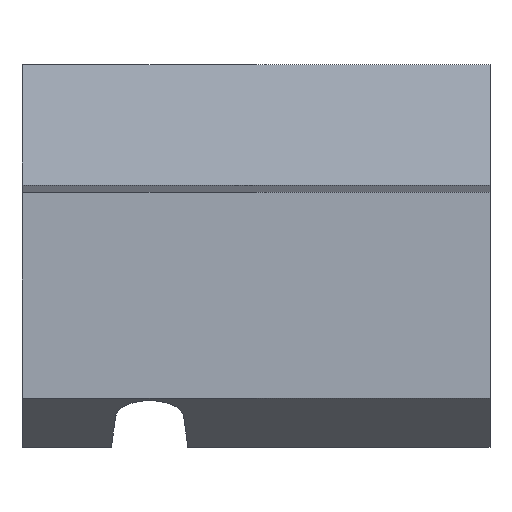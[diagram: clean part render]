
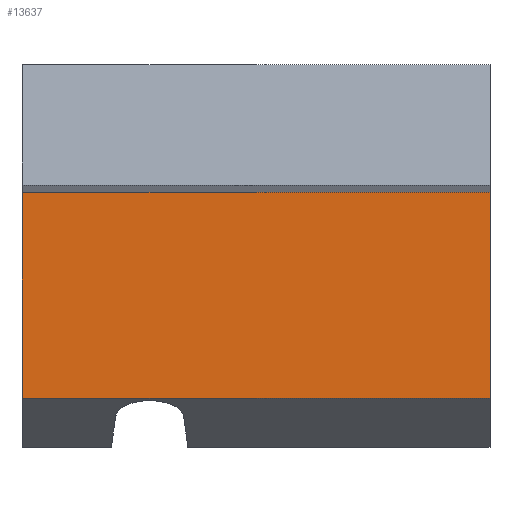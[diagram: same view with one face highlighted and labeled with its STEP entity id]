
A CAD part, left-side view. The second image highlights one B-rep face of the part: STEP entity #13637.
In plain terms, the highlighted planar face has unit normal (-1, 0, 0).
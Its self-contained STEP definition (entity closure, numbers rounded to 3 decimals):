
#13258=DIRECTION('',(0.,0.,-1.));
#13259=VECTOR('',#13258,55.);
#13260=CARTESIAN_POINT('',(0.,35.201,0.));
#13261=LINE('',#13260,#13259);
#13288=DIRECTION('',(0.,1.,0.));
#13289=VECTOR('',#13288,34.701);
#13290=CARTESIAN_POINT('',(0.,0.5,-55.));
#13291=LINE('',#13290,#13289);
#13292=DIRECTION('',(0.,-1.,0.));
#13293=VECTOR('',#13292,34.701);
#13294=CARTESIAN_POINT('',(0.,35.201,0.));
#13295=LINE('',#13294,#13293);
#13420=DIRECTION('',(0.,0.,-1.));
#13421=VECTOR('',#13420,55.);
#13422=CARTESIAN_POINT('',(0.,0.5,0.));
#13423=LINE('',#13422,#13421);
#13515=CARTESIAN_POINT('',(0.,0.5,-55.));
#13517=VERTEX_POINT('',#13515);
#13518=CARTESIAN_POINT('',(0.,0.5,0.));
#13520=VERTEX_POINT('',#13518);
#13542=CARTESIAN_POINT('',(0.,35.201,0.));
#13543=CARTESIAN_POINT('',(0.,35.201,-55.));
#13544=VERTEX_POINT('',#13542);
#13545=VERTEX_POINT('',#13543);
#13624=CARTESIAN_POINT('',(0.,32.603,-55.));
#13625=DIRECTION('',(-1.,0.,0.));
#13626=DIRECTION('',(0.,-1.,0.));
#13627=AXIS2_PLACEMENT_3D('',#13624,#13625,#13626);
#13628=PLANE('',#13627);
#13629=ORIENTED_EDGE('',*,*,#13599,.T.);
#13630=ORIENTED_EDGE('',*,*,#13588,.F.);
#13632=ORIENTED_EDGE('',*,*,#13631,.T.);
#13634=ORIENTED_EDGE('',*,*,#13633,.T.);
#13635=EDGE_LOOP('',(#13629,#13630,#13632,#13634));
#13636=FACE_OUTER_BOUND('',#13635,.F.);
#13637=ADVANCED_FACE('',(#13636),#13628,.T.);
#13588=EDGE_CURVE('',#13544,#13545,#13261,.T.);
#13599=EDGE_CURVE('',#13517,#13545,#13291,.T.);
#13631=EDGE_CURVE('',#13544,#13520,#13295,.T.);
#13633=EDGE_CURVE('',#13520,#13517,#13423,.T.);
